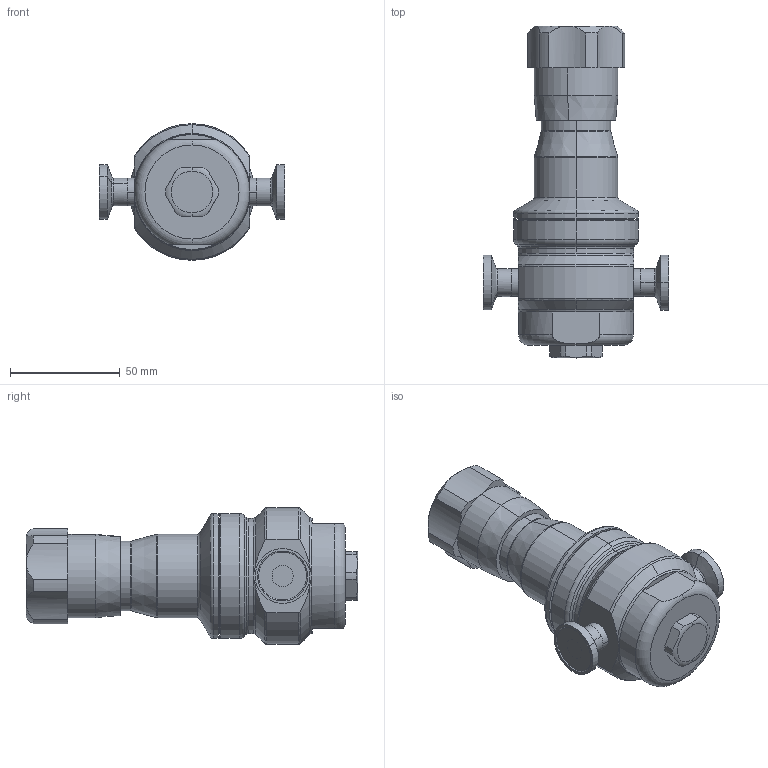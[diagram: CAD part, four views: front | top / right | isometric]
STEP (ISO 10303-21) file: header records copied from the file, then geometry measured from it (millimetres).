
FILE_DESCRIPTION (( 'STEP AP203' ), '1' );
FILE_NAME ('JSR-050-CA.STEP', '2017-06-21T14:44:30', ( '' ), ( '' ), 'SwSTEP 2.0', 'SolidWorks 2014', '' );
FILE_SCHEMA (( 'CONFIG_CONTROL_DESIGN' ));
Length unit declared in the file: inch
Products named in the file (2): JSR-050-CA
Bounding box: 84.4 x 151.17 x 62.23 mm (x, y, z)
Volume: 255595.5 mm3; surface area: 31494.8 mm2
Topology: 1 solids, 3 shells, 149 faces, 343 edges, 208 vertices
Faces by surface type: cylinder 54, torus 38, plane 32, cone 25
Entity records: 4750 total; most frequent: CARTESIAN_POINT 1154, DIRECTION 799, ORIENTED_EDGE 686, AXIS2_PLACEMENT_3D 355, EDGE_CURVE 343, VERTEX_POINT 208, CIRCLE 204, EDGE_LOOP 157
